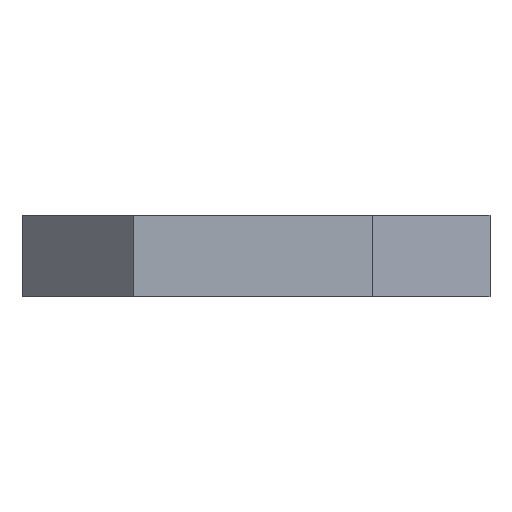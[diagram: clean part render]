
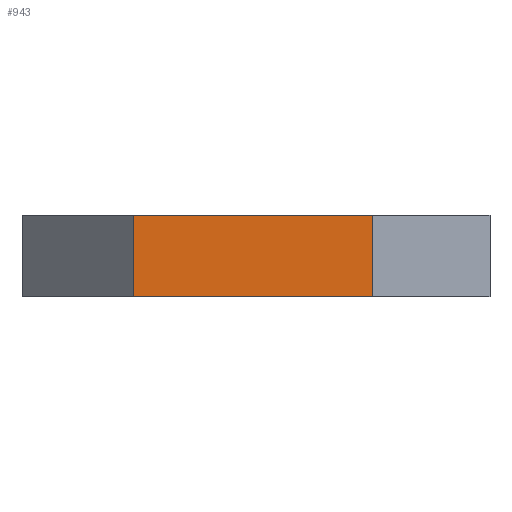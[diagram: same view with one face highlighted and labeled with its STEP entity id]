
A CAD part, front view. The second image highlights one B-rep face of the part: STEP entity #943.
In plain terms, the highlighted planar face has unit normal (0, -1, 0).
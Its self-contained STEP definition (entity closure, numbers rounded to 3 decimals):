
#83 = PLANE('',#84);
#84 = AXIS2_PLACEMENT_3D('',#85,#86,#87);
#85 = CARTESIAN_POINT('',(49.99,-50.,1.6));
#86 = DIRECTION('',(0.,0.,1.));
#87 = DIRECTION('',(1.,0.,-0.));
#137 = PLANE('',#138);
#138 = AXIS2_PLACEMENT_3D('',#139,#140,#141);
#139 = CARTESIAN_POINT('',(49.99,-50.,0.));
#140 = DIRECTION('',(0.,0.,1.));
#141 = DIRECTION('',(1.,0.,-0.));
#440 = VERTEX_POINT('',#441);
#441 = CARTESIAN_POINT('',(47.6,-54.4,0.));
#455 = PLANE('',#456);
#456 = AXIS2_PLACEMENT_3D('',#457,#458,#459);
#457 = CARTESIAN_POINT('',(45.4,-52.,0.));
#458 = DIRECTION('',(0.737,0.676,-0.));
#459 = DIRECTION('',(0.676,-0.737,0.));
#467 = EDGE_CURVE('',#440,#468,#470,.T.);
#468 = VERTEX_POINT('',#469);
#469 = CARTESIAN_POINT('',(52.3,-54.4,0.));
#470 = SURFACE_CURVE('',#471,(#475,#482),.PCURVE_S1.);
#471 = LINE('',#472,#473);
#472 = CARTESIAN_POINT('',(47.6,-54.4,0.));
#473 = VECTOR('',#474,1.);
#474 = DIRECTION('',(1.,0.,0.));
#475 = PCURVE('',#137,#476);
#476 = DEFINITIONAL_REPRESENTATION('',(#477),#481);
#477 = LINE('',#478,#479);
#478 = CARTESIAN_POINT('',(-2.39,-4.4));
#479 = VECTOR('',#480,1.);
#480 = DIRECTION('',(1.,0.));
#481 = ( GEOMETRIC_REPRESENTATION_CONTEXT(2) 
PARAMETRIC_REPRESENTATION_CONTEXT() REPRESENTATION_CONTEXT('2D SPACE',''
  ) );
#482 = PCURVE('',#483,#488);
#483 = PLANE('',#484);
#484 = AXIS2_PLACEMENT_3D('',#485,#486,#487);
#485 = CARTESIAN_POINT('',(47.6,-54.4,0.));
#486 = DIRECTION('',(0.,1.,0.));
#487 = DIRECTION('',(1.,0.,0.));
#488 = DEFINITIONAL_REPRESENTATION('',(#489),#493);
#489 = LINE('',#490,#491);
#490 = CARTESIAN_POINT('',(0.,0.));
#491 = VECTOR('',#492,1.);
#492 = DIRECTION('',(1.,0.));
#493 = ( GEOMETRIC_REPRESENTATION_CONTEXT(2) 
PARAMETRIC_REPRESENTATION_CONTEXT() REPRESENTATION_CONTEXT('2D SPACE',''
  ) );
#511 = PLANE('',#512);
#512 = AXIS2_PLACEMENT_3D('',#513,#514,#515);
#513 = CARTESIAN_POINT('',(52.3,-54.4,0.));
#514 = DIRECTION('',(-0.722,0.692,0.));
#515 = DIRECTION('',(0.692,0.722,0.));
#702 = VERTEX_POINT('',#703);
#703 = CARTESIAN_POINT('',(47.6,-54.4,1.6));
#724 = EDGE_CURVE('',#702,#725,#727,.T.);
#725 = VERTEX_POINT('',#726);
#726 = CARTESIAN_POINT('',(52.3,-54.4,1.6));
#727 = SURFACE_CURVE('',#728,(#732,#739),.PCURVE_S1.);
#728 = LINE('',#729,#730);
#729 = CARTESIAN_POINT('',(47.6,-54.4,1.6));
#730 = VECTOR('',#731,1.);
#731 = DIRECTION('',(1.,0.,0.));
#732 = PCURVE('',#83,#733);
#733 = DEFINITIONAL_REPRESENTATION('',(#734),#738);
#734 = LINE('',#735,#736);
#735 = CARTESIAN_POINT('',(-2.39,-4.4));
#736 = VECTOR('',#737,1.);
#737 = DIRECTION('',(1.,0.));
#738 = ( GEOMETRIC_REPRESENTATION_CONTEXT(2) 
PARAMETRIC_REPRESENTATION_CONTEXT() REPRESENTATION_CONTEXT('2D SPACE',''
  ) );
#739 = PCURVE('',#483,#740);
#740 = DEFINITIONAL_REPRESENTATION('',(#741),#745);
#741 = LINE('',#742,#743);
#742 = CARTESIAN_POINT('',(0.,-1.6));
#743 = VECTOR('',#744,1.);
#744 = DIRECTION('',(1.,0.));
#745 = ( GEOMETRIC_REPRESENTATION_CONTEXT(2) 
PARAMETRIC_REPRESENTATION_CONTEXT() REPRESENTATION_CONTEXT('2D SPACE',''
  ) );
#920 = EDGE_CURVE('',#468,#725,#921,.T.);
#921 = SURFACE_CURVE('',#922,(#926,#933),.PCURVE_S1.);
#922 = LINE('',#923,#924);
#923 = CARTESIAN_POINT('',(52.3,-54.4,0.));
#924 = VECTOR('',#925,1.);
#925 = DIRECTION('',(0.,0.,1.));
#926 = PCURVE('',#511,#927);
#927 = DEFINITIONAL_REPRESENTATION('',(#928),#932);
#928 = LINE('',#929,#930);
#929 = CARTESIAN_POINT('',(0.,0.));
#930 = VECTOR('',#931,1.);
#931 = DIRECTION('',(0.,-1.));
#932 = ( GEOMETRIC_REPRESENTATION_CONTEXT(2) 
PARAMETRIC_REPRESENTATION_CONTEXT() REPRESENTATION_CONTEXT('2D SPACE',''
  ) );
#933 = PCURVE('',#483,#934);
#934 = DEFINITIONAL_REPRESENTATION('',(#935),#939);
#935 = LINE('',#936,#937);
#936 = CARTESIAN_POINT('',(4.7,0.));
#937 = VECTOR('',#938,1.);
#938 = DIRECTION('',(0.,-1.));
#939 = ( GEOMETRIC_REPRESENTATION_CONTEXT(2) 
PARAMETRIC_REPRESENTATION_CONTEXT() REPRESENTATION_CONTEXT('2D SPACE',''
  ) );
#943 = ADVANCED_FACE('',(#944),#483,.F.);
#944 = FACE_BOUND('',#945,.F.);
#945 = EDGE_LOOP('',(#946,#967,#968,#969));
#946 = ORIENTED_EDGE('',*,*,#947,.T.);
#947 = EDGE_CURVE('',#440,#702,#948,.T.);
#948 = SURFACE_CURVE('',#949,(#953,#960),.PCURVE_S1.);
#949 = LINE('',#950,#951);
#950 = CARTESIAN_POINT('',(47.6,-54.4,0.));
#951 = VECTOR('',#952,1.);
#952 = DIRECTION('',(0.,0.,1.));
#953 = PCURVE('',#483,#954);
#954 = DEFINITIONAL_REPRESENTATION('',(#955),#959);
#955 = LINE('',#956,#957);
#956 = CARTESIAN_POINT('',(0.,0.));
#957 = VECTOR('',#958,1.);
#958 = DIRECTION('',(0.,-1.));
#959 = ( GEOMETRIC_REPRESENTATION_CONTEXT(2) 
PARAMETRIC_REPRESENTATION_CONTEXT() REPRESENTATION_CONTEXT('2D SPACE',''
  ) );
#960 = PCURVE('',#455,#961);
#961 = DEFINITIONAL_REPRESENTATION('',(#962),#966);
#962 = LINE('',#963,#964);
#963 = CARTESIAN_POINT('',(3.256,0.));
#964 = VECTOR('',#965,1.);
#965 = DIRECTION('',(0.,-1.));
#966 = ( GEOMETRIC_REPRESENTATION_CONTEXT(2) 
PARAMETRIC_REPRESENTATION_CONTEXT() REPRESENTATION_CONTEXT('2D SPACE',''
  ) );
#967 = ORIENTED_EDGE('',*,*,#724,.T.);
#968 = ORIENTED_EDGE('',*,*,#920,.F.);
#969 = ORIENTED_EDGE('',*,*,#467,.F.);
